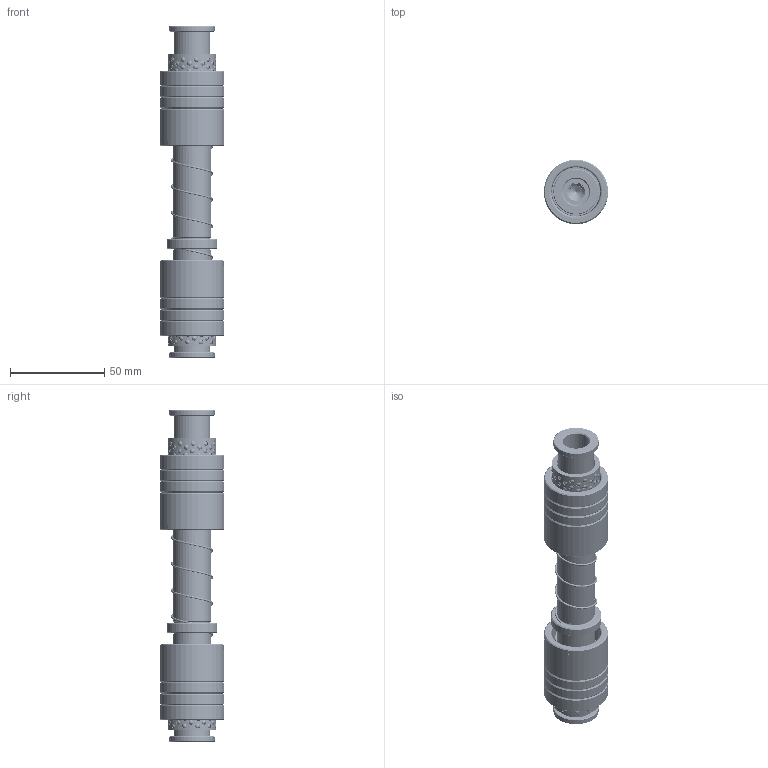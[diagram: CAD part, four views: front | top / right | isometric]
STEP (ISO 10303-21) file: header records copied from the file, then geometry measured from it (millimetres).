
FILE_DESCRIPTION (( 'STEP AP214' ), '1' );
FILE_NAME ('BJGPW BSGPW-D20-LA90-LB40-絳杶BL40.STEP', '2021-09-27T07:08:08', ( 'User' ), ( 'china' ), 'SwSTEP 2.0', 'SolidWorks 2016', '' );
FILE_SCHEMA (( 'AUTOMOTIVE_DESIGN' ));
Length unit declared in the file: millimetre
Products named in the file (10): GBBW-D34-d26-L40; HWP-B-D22.5-d20.5-L80; HWP-B-D22.5-d20.5-L35; GPWH-D20-90-40-10; BJGPW BSGPW-D20-LA90-LB40-絳杶BL40; BSH BJH-D25.5-20.5-L30; BALL-D3; BSH BJH-D25.5-20.5-L35; GGTK-D24-d19 - 20; GBBW--D34-d26-L40
Assembly tree (186 placements, depth 3):
  BJGPW BSGPW-D20-LA90-LB40-絳杶BL40
    GPWH-D20-90-40-10
    HWP-B-D22.5-d20.5-L35
    HWP-B-D22.5-d20.5-L80
    GBBW-D34-d26-L40
    GBBW--D34-d26-L40
    GGTK-D24-d19 - 20  x2
    BSH BJH-D25.5-20.5-L30  x2
      BSH BJH-D25.5-20.5-L35
      BALL-D3
Bounding box: 34 x 34 x 176 mm (x, y, z)
Volume: 89915.3 mm3; surface area: 62675.4 mm2
Topology: 361 solids, 361 shells, 1630 faces, 6932 edges, 4584 vertices
Faces by surface type: sphere 1408, cone 80, cylinder 76, plane 38, torus 16, bspline 12
Entity records: 38487 total; most frequent: CARTESIAN_POINT 23221, ORIENTED_EDGE 3048, DIRECTION 2728, EDGE_CURVE 1524, AXIS2_PLACEMENT_3D 1280, VERTEX_POINT 986, EDGE_LOOP 898, B_SPLINE_CURVE_WITH_KNOTS 796
